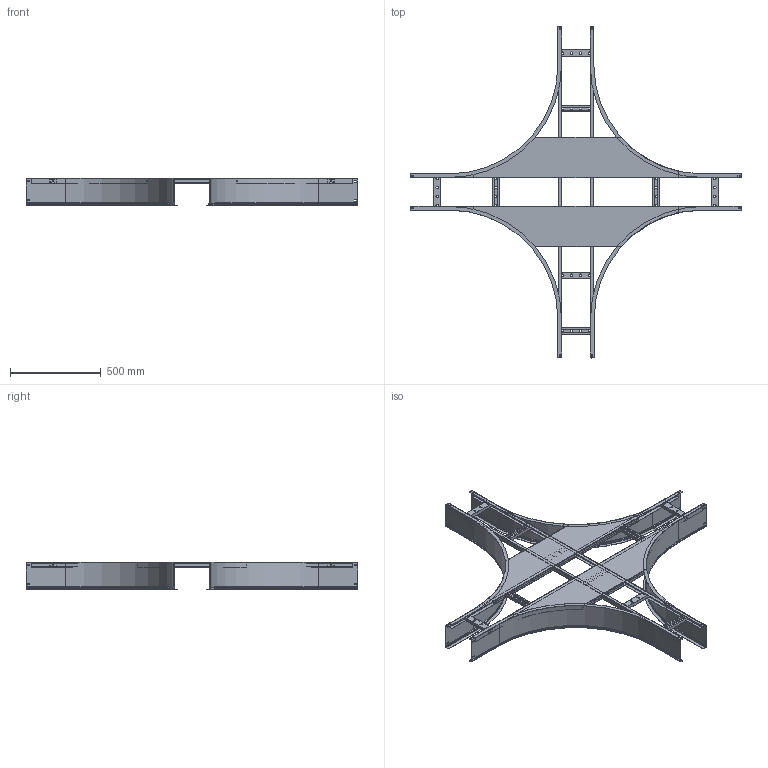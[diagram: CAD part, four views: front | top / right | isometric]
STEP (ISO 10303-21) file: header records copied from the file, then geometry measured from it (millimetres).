
FILE_DESCRIPTION (( 'STEP AP214' ), '1' );
FILE_NAME ('EAKR05-4--15 (150x200).STEP', '2021-03-08T07:53:07', ( '' ), ( '' ), 'SwSTEP 2.0', 'SolidWorks 2017', '' );
FILE_SCHEMA (( 'AUTOMOTIVE_DESIGN' ));
Length unit declared in the file: millimetre
Products named in the file (8): 195.02.02_Ïëàñòèíà ñîåäèíèòåëüíàÿ-00_-00 (200); ÊÈÂÀ 195.02.05 Ï-ïðîôèëü-00_668.2; ÊÈÂÀ 195.02.01 Ëîíæåðîí áàçîâûé-00_-03 h150; 岓臍 195.02.20 冓憵 600-00_-00 (200); 岓臍 195.02.10 捘 冓憵-00_-00 (1774; ÊÈÂÀ 195.01.03_Ïëàíêà ïîïåðå÷íàÿ-00_-00; ÊÈÂÀ 195.02.04 Ï-ïðîôèëü-00_-00 (1774); EAKR05-4--15 (150x200)
Assembly tree (23 placements, depth 3):
  EAKR05-4--15 (150x200)
    岓臍 195.02.10 捘 冓憵-00_-00 (1774
      ÊÈÂÀ 195.02.04 Ï-ïðîôèëü-00_-00 (1774)  x2
      ÊÈÂÀ 195.01.03_Ïëàíêà ïîïåðå÷íàÿ-00_-00  x6
    ÊÈÂÀ 195.02.01 Ëîíæåðîí áàçîâûé-00_-03 h150  x4
    岓臍 195.02.20 冓憵 600-00_-00 (200)  x2
      ÊÈÂÀ 195.02.05 Ï-ïðîôèëü-00_668.2
      ÊÈÂÀ 195.01.03_Ïëàíêà ïîïåðå÷íàÿ-00_-00
    195.02.02_Ïëàñòèíà ñîåäèíèòåëüíàÿ-00_-00 (200)  x4
Bounding box: 1834 x 1834 x 151.48 mm (x, y, z)
Volume: 2877523.1 mm3; surface area: 4851549.6 mm2
Topology: 24 solids, 24 shells, 1504 faces, 3952 edges, 2496 vertices
Faces by surface type: plane 1080, cylinder 384, torus 24, cone 16
Entity records: 10040 total; most frequent: DIRECTION 1722, CARTESIAN_POINT 1674, ORIENTED_EDGE 1636, EDGE_CURVE 818, LINE 610, VECTOR 610, AXIS2_PLACEMENT_3D 556, VERTEX_POINT 508
